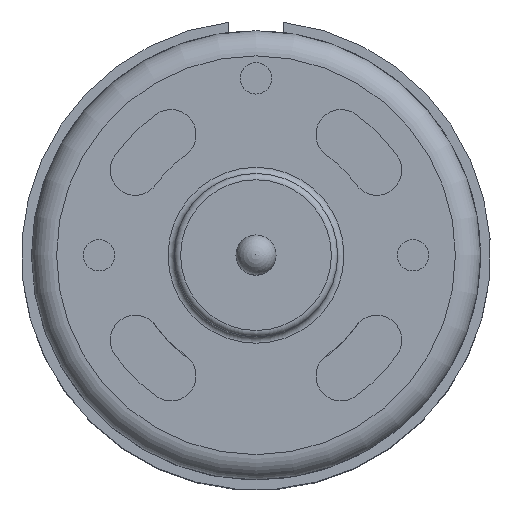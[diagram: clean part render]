
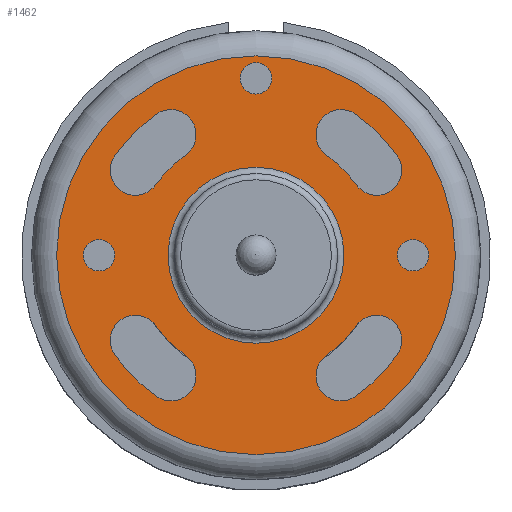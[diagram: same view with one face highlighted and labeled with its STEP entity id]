
A CAD part, top view. The second image highlights one B-rep face of the part: STEP entity #1462.
In plain terms, the highlighted planar face has unit normal (0, 0, 1).
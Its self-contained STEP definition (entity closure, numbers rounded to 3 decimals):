
#37=FACE_OUTER_BOUND($,#445,.T.);
#121=PLANE($,#1593);
#376=FACE_BOUND($,#446,.T.);
#377=FACE_BOUND($,#447,.T.);
#378=FACE_BOUND($,#448,.T.);
#379=FACE_BOUND($,#449,.T.);
#380=FACE_BOUND($,#450,.T.);
#381=FACE_BOUND($,#451,.T.);
#382=FACE_BOUND($,#452,.T.);
#383=FACE_BOUND($,#453,.T.);
#445=EDGE_LOOP($,(#1089));
#446=EDGE_LOOP($,(#1090));
#447=EDGE_LOOP($,(#1091));
#448=EDGE_LOOP($,(#1092));
#449=EDGE_LOOP($,(#1093,#1094,#1095,#1096));
#450=EDGE_LOOP($,(#1097,#1098,#1099,#1100));
#451=EDGE_LOOP($,(#1101,#1102,#1103,#1104));
#452=EDGE_LOOP($,(#1105,#1106,#1107,#1108));
#453=EDGE_LOOP($,(#1109));
#603=CIRCLE($,#1592,1.25);
#604=CIRCLE($,#1594,15.875);
#605=CIRCLE($,#1595,1.25);
#606=CIRCLE($,#1596,7.);
#607=CIRCLE($,#1597,2.);
#608=CIRCLE($,#1598,9.75);
#609=CIRCLE($,#1599,2.);
#610=CIRCLE($,#1600,13.75);
#611=CIRCLE($,#1601,2.);
#612=CIRCLE($,#1602,9.75);
#613=CIRCLE($,#1603,2.);
#614=CIRCLE($,#1604,13.75);
#615=CIRCLE($,#1605,2.);
#616=CIRCLE($,#1606,9.75);
#617=CIRCLE($,#1607,2.);
#618=CIRCLE($,#1608,13.75);
#619=CIRCLE($,#1609,2.);
#620=CIRCLE($,#1610,9.75);
#621=CIRCLE($,#1611,2.);
#622=CIRCLE($,#1612,13.75);
#623=CIRCLE($,#1613,1.25);
#706=VERTEX_POINT($,#2459);
#707=VERTEX_POINT($,#2462);
#708=VERTEX_POINT($,#2464);
#709=VERTEX_POINT($,#2466);
#710=VERTEX_POINT($,#2468);
#711=VERTEX_POINT($,#2469);
#712=VERTEX_POINT($,#2471);
#713=VERTEX_POINT($,#2473);
#714=VERTEX_POINT($,#2476);
#715=VERTEX_POINT($,#2477);
#716=VERTEX_POINT($,#2479);
#717=VERTEX_POINT($,#2481);
#718=VERTEX_POINT($,#2484);
#719=VERTEX_POINT($,#2485);
#720=VERTEX_POINT($,#2487);
#721=VERTEX_POINT($,#2489);
#722=VERTEX_POINT($,#2492);
#723=VERTEX_POINT($,#2493);
#724=VERTEX_POINT($,#2495);
#725=VERTEX_POINT($,#2497);
#726=VERTEX_POINT($,#2500);
#859=EDGE_CURVE($,#706,#706,#603,.T.);
#860=EDGE_CURVE($,#707,#707,#604,.T.);
#861=EDGE_CURVE($,#708,#708,#605,.T.);
#862=EDGE_CURVE($,#709,#709,#606,.T.);
#863=EDGE_CURVE($,#710,#711,#607,.T.);
#864=EDGE_CURVE($,#710,#712,#608,.T.);
#865=EDGE_CURVE($,#713,#712,#609,.T.);
#866=EDGE_CURVE($,#711,#713,#610,.T.);
#867=EDGE_CURVE($,#714,#715,#611,.T.);
#868=EDGE_CURVE($,#714,#716,#612,.T.);
#869=EDGE_CURVE($,#717,#716,#613,.T.);
#870=EDGE_CURVE($,#715,#717,#614,.T.);
#871=EDGE_CURVE($,#718,#719,#615,.T.);
#872=EDGE_CURVE($,#718,#720,#616,.T.);
#873=EDGE_CURVE($,#721,#720,#617,.T.);
#874=EDGE_CURVE($,#719,#721,#618,.T.);
#875=EDGE_CURVE($,#722,#723,#619,.T.);
#876=EDGE_CURVE($,#722,#724,#620,.T.);
#877=EDGE_CURVE($,#725,#724,#621,.T.);
#878=EDGE_CURVE($,#723,#725,#622,.T.);
#879=EDGE_CURVE($,#726,#726,#623,.T.);
#1089=ORIENTED_EDGE($,*,*,#860,.T.);
#1090=ORIENTED_EDGE($,*,*,#859,.T.);
#1091=ORIENTED_EDGE($,*,*,#861,.T.);
#1092=ORIENTED_EDGE($,*,*,#862,.T.);
#1093=ORIENTED_EDGE($,*,*,#863,.F.);
#1094=ORIENTED_EDGE($,*,*,#864,.T.);
#1095=ORIENTED_EDGE($,*,*,#865,.F.);
#1096=ORIENTED_EDGE($,*,*,#866,.F.);
#1097=ORIENTED_EDGE($,*,*,#867,.F.);
#1098=ORIENTED_EDGE($,*,*,#868,.T.);
#1099=ORIENTED_EDGE($,*,*,#869,.F.);
#1100=ORIENTED_EDGE($,*,*,#870,.F.);
#1101=ORIENTED_EDGE($,*,*,#871,.F.);
#1102=ORIENTED_EDGE($,*,*,#872,.T.);
#1103=ORIENTED_EDGE($,*,*,#873,.F.);
#1104=ORIENTED_EDGE($,*,*,#874,.F.);
#1105=ORIENTED_EDGE($,*,*,#875,.F.);
#1106=ORIENTED_EDGE($,*,*,#876,.T.);
#1107=ORIENTED_EDGE($,*,*,#877,.F.);
#1108=ORIENTED_EDGE($,*,*,#878,.F.);
#1109=ORIENTED_EDGE($,*,*,#879,.F.);
#1462=ADVANCED_FACE($,(#37,#376,#377,#378,#379,#380,#381,#382,#383),#121,
 .F.);
#1592=AXIS2_PLACEMENT_3D($,#2460,#1842,#1843);
#1593=AXIS2_PLACEMENT_3D($,#2461,#1844,#1845);
#1594=AXIS2_PLACEMENT_3D($,#2463,#1846,#1847);
#1595=AXIS2_PLACEMENT_3D($,#2465,#1848,#1849);
#1596=AXIS2_PLACEMENT_3D($,#2467,#1850,#1851);
#1597=AXIS2_PLACEMENT_3D($,#2470,#1852,#1853);
#1598=AXIS2_PLACEMENT_3D($,#2472,#1854,#1855);
#1599=AXIS2_PLACEMENT_3D($,#2474,#1856,#1857);
#1600=AXIS2_PLACEMENT_3D($,#2475,#1858,#1859);
#1601=AXIS2_PLACEMENT_3D($,#2478,#1860,#1861);
#1602=AXIS2_PLACEMENT_3D($,#2480,#1862,#1863);
#1603=AXIS2_PLACEMENT_3D($,#2482,#1864,#1865);
#1604=AXIS2_PLACEMENT_3D($,#2483,#1866,#1867);
#1605=AXIS2_PLACEMENT_3D($,#2486,#1868,#1869);
#1606=AXIS2_PLACEMENT_3D($,#2488,#1870,#1871);
#1607=AXIS2_PLACEMENT_3D($,#2490,#1872,#1873);
#1608=AXIS2_PLACEMENT_3D($,#2491,#1874,#1875);
#1609=AXIS2_PLACEMENT_3D($,#2494,#1876,#1877);
#1610=AXIS2_PLACEMENT_3D($,#2496,#1878,#1879);
#1611=AXIS2_PLACEMENT_3D($,#2498,#1880,#1881);
#1612=AXIS2_PLACEMENT_3D($,#2499,#1882,#1883);
#1613=AXIS2_PLACEMENT_3D($,#2501,#1884,#1885);
#1842=DIRECTION('center_axis',(0.,0.,-1.));
#1843=DIRECTION('ref_axis',(1.,0.,0.));
#1844=DIRECTION('center_axis',(0.,0.,-1.));
#1845=DIRECTION('ref_axis',(-1.,0.,0.));
#1846=DIRECTION('center_axis',(0.,0.,1.));
#1847=DIRECTION('ref_axis',(-1.,0.,0.));
#1848=DIRECTION('center_axis',(0.,0.,-1.));
#1849=DIRECTION('ref_axis',(1.,0.,0.));
#1850=DIRECTION('center_axis',(0.,0.,-1.));
#1851=DIRECTION('ref_axis',(-1.,0.,0.));
#1852=DIRECTION('center_axis',(0.,0.,1.));
#1853=DIRECTION('ref_axis',(-0.817,-0.576,0.));
#1854=DIRECTION('center_axis',(0.,0.,1.));
#1855=DIRECTION('ref_axis',(0.817,0.576,0.));
#1856=DIRECTION('center_axis',(0.,0.,1.));
#1857=DIRECTION('ref_axis',(0.576,0.817,0.));
#1858=DIRECTION('center_axis',(0.,0.,1.));
#1859=DIRECTION('ref_axis',(0.817,0.576,0.));
#1860=DIRECTION('center_axis',(0.,0.,1.));
#1861=DIRECTION('ref_axis',(-0.576,0.817,0.));
#1862=DIRECTION('center_axis',(0.,0.,1.));
#1863=DIRECTION('ref_axis',(0.576,-0.817,0.));
#1864=DIRECTION('center_axis',(0.,0.,1.));
#1865=DIRECTION('ref_axis',(0.817,-0.576,0.));
#1866=DIRECTION('center_axis',(0.,0.,1.));
#1867=DIRECTION('ref_axis',(0.576,-0.817,0.));
#1868=DIRECTION('center_axis',(0.,0.,1.));
#1869=DIRECTION('ref_axis',(0.817,0.576,0.));
#1870=DIRECTION('center_axis',(0.,0.,1.));
#1871=DIRECTION('ref_axis',(-0.817,-0.576,0.));
#1872=DIRECTION('center_axis',(0.,0.,1.));
#1873=DIRECTION('ref_axis',(-0.576,-0.817,0.));
#1874=DIRECTION('center_axis',(0.,0.,1.));
#1875=DIRECTION('ref_axis',(-0.817,-0.576,0.));
#1876=DIRECTION('center_axis',(0.,0.,1.));
#1877=DIRECTION('ref_axis',(0.576,-0.817,0.));
#1878=DIRECTION('center_axis',(0.,0.,1.));
#1879=DIRECTION('ref_axis',(-0.576,0.817,0.));
#1880=DIRECTION('center_axis',(0.,0.,1.));
#1881=DIRECTION('ref_axis',(-0.817,0.576,0.));
#1882=DIRECTION('center_axis',(0.,0.,1.));
#1883=DIRECTION('ref_axis',(-0.576,0.817,0.));
#1884=DIRECTION('center_axis',(0.,0.,1.));
#1885=DIRECTION('ref_axis',(1.,0.,0.));
#2459=CARTESIAN_POINT('',(-11.25,0.,25.));
#2460=CARTESIAN_POINT('Origin',(-12.5,0.,25.));
#2461=CARTESIAN_POINT('Origin',(0.,0.,25.));
#2462=CARTESIAN_POINT('',(15.875,0.,25.));
#2463=CARTESIAN_POINT('Origin',(0.,0.,25.));
#2464=CARTESIAN_POINT('',(11.25,0.,25.));
#2465=CARTESIAN_POINT('Origin',(12.5,0.,25.));
#2466=CARTESIAN_POINT('',(-7.,0.,25.));
#2467=CARTESIAN_POINT('Origin',(0.,0.,25.));
#2468=CARTESIAN_POINT('',(7.967,5.62,25.));
#2469=CARTESIAN_POINT('',(11.236,7.926,25.));
#2470=CARTESIAN_POINT('Origin',(9.601,6.773,25.));
#2471=CARTESIAN_POINT('',(5.62,7.967,25.));
#2472=CARTESIAN_POINT('Origin',(0.,0.,25.));
#2473=CARTESIAN_POINT('',(7.926,11.236,25.));
#2474=CARTESIAN_POINT('Origin',(6.773,9.601,25.));
#2475=CARTESIAN_POINT('Origin',(0.,0.,25.));
#2476=CARTESIAN_POINT('',(5.62,-7.967,25.));
#2477=CARTESIAN_POINT('',(7.926,-11.236,25.));
#2478=CARTESIAN_POINT('Origin',(6.773,-9.601,25.));
#2479=CARTESIAN_POINT('',(7.967,-5.62,25.));
#2480=CARTESIAN_POINT('Origin',(0.,0.,25.));
#2481=CARTESIAN_POINT('',(11.236,-7.926,25.));
#2482=CARTESIAN_POINT('Origin',(9.601,-6.773,25.));
#2483=CARTESIAN_POINT('Origin',(0.,0.,25.));
#2484=CARTESIAN_POINT('',(-7.967,-5.62,25.));
#2485=CARTESIAN_POINT('',(-11.236,-7.926,25.));
#2486=CARTESIAN_POINT('Origin',(-9.601,-6.773,25.));
#2487=CARTESIAN_POINT('',(-5.62,-7.967,25.));
#2488=CARTESIAN_POINT('Origin',(0.,0.,25.));
#2489=CARTESIAN_POINT('',(-7.926,-11.236,25.));
#2490=CARTESIAN_POINT('Origin',(-6.773,-9.601,25.));
#2491=CARTESIAN_POINT('Origin',(0.,0.,25.));
#2492=CARTESIAN_POINT('',(-5.62,7.967,25.));
#2493=CARTESIAN_POINT('',(-7.926,11.236,25.));
#2494=CARTESIAN_POINT('Origin',(-6.773,9.601,25.));
#2495=CARTESIAN_POINT('',(-7.967,5.62,25.));
#2496=CARTESIAN_POINT('Origin',(0.,0.,25.));
#2497=CARTESIAN_POINT('',(-11.236,7.926,25.));
#2498=CARTESIAN_POINT('Origin',(-9.601,6.773,25.));
#2499=CARTESIAN_POINT('Origin',(0.,0.,25.));
#2500=CARTESIAN_POINT('',(1.25,14.087,25.));
#2501=CARTESIAN_POINT('Origin',(0.,14.087,25.));
